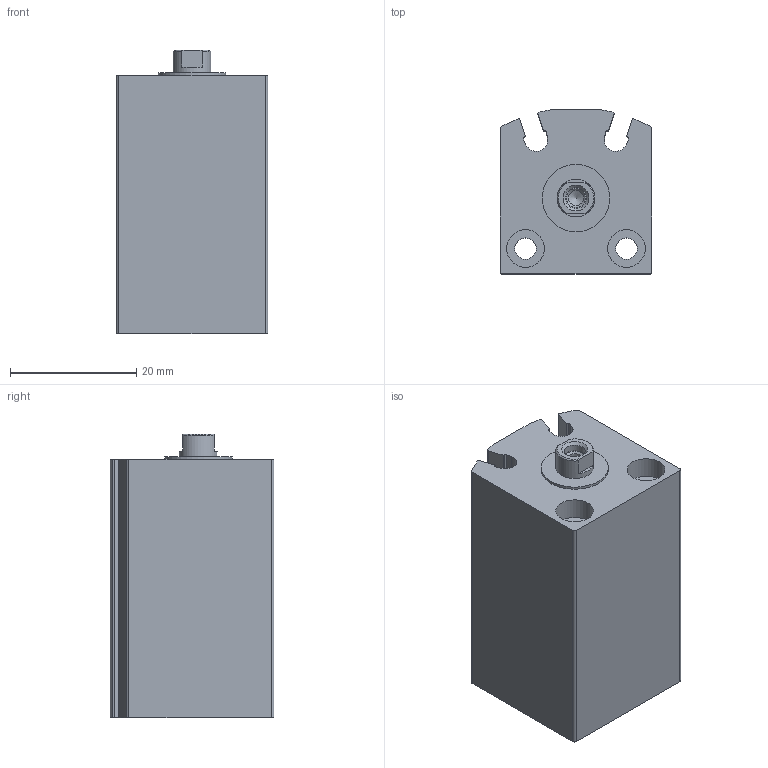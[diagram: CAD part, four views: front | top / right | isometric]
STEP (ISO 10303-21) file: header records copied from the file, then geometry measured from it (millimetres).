
FILE_DESCRIPTION(/* description */ ('STEP AP214'),/* implementation_level */ '2;1');
FILE_NAME(/* name */ '188081_AEVC-12-10-I-P-A',/* time_stamp */ '2024-08-02T19:01:16+02:00',/* author */ ('License CC BY-ND 4.0'),/* organization */ ('CADENAS'),/* preprocessor_version */ 'ST-DEVELOPER v19.3',/* originating_system */ 'PARTsolutions',/* authorisation */ ' ');
FILE_SCHEMA (('AUTOMOTIVE_DESIGN {1 0 10303 214 3 1 1}'));
Length unit declared in the file: millimetre
Products named in the file (3): 188081 AEVC-12-10-I-P-A---(asm_0); 188081 AEVC-12-10-I-P-A---(ZR); 188081 AEVC-12-10-I-P-A---(KS)
Assembly tree (2 placements, depth 2):
  188081 AEVC-12-10-I-P-A---(asm_0)
    188081 AEVC-12-10-I-P-A---(ZR)
    188081 AEVC-12-10-I-P-A---(KS)
Bounding box: 24 x 26 x 45 mm (x, y, z)
Volume: 21595.9 mm3; surface area: 8434.7 mm2
Topology: 2 solids, 2 shells, 70 faces, 169 edges, 112 vertices
Faces by surface type: cylinder 35, plane 29, cone 6
Full cylindrical faces by diameter (mm): 2 x1, 2.459 x1, 3.3 x1, 3.4 x2, 4.134 x1, 6 x4, 10.7 x1, 12 x2
Entity records: 2045 total; most frequent: DIRECTION 368, CARTESIAN_POINT 342, ORIENTED_EDGE 296, AXIS2_PLACEMENT_3D 151, EDGE_CURVE 148, VERTEX_POINT 109, FACE_BOUND 101, EDGE_LOOP 100
